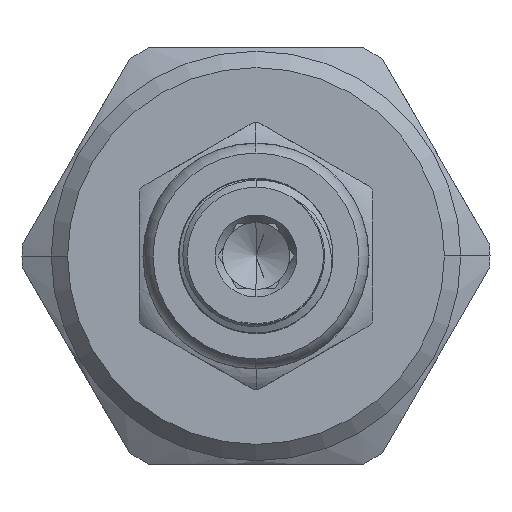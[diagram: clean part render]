
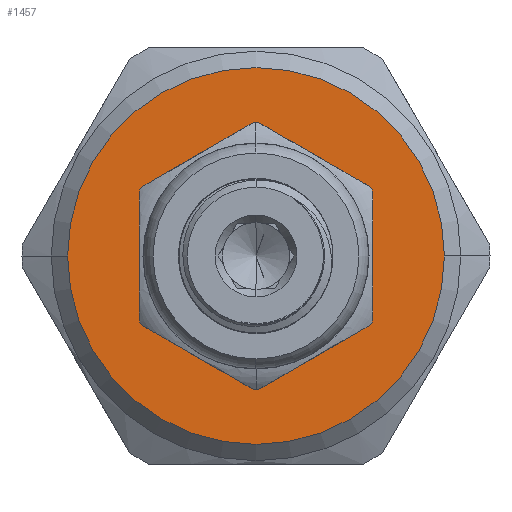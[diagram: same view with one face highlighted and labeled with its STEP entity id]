
A CAD part, left-side view. The second image highlights one B-rep face of the part: STEP entity #1457.
In plain terms, the highlighted planar face has unit normal (-1, 0, 0).
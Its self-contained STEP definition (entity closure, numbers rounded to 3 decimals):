
#432 = PLANE ( 'NONE',  #15904 ) ;
#434 = CARTESIAN_POINT ( 'NONE',  ( -5.7, 0., 0. ) ) ;
#437 = DIRECTION ( 'NONE',  ( 1., 0., 0. ) ) ;
#438 = DIRECTION ( 'NONE',  ( 0., -1., 0. ) ) ;
#1457 = ADVANCED_FACE ( 'NONE', ( #2584, #2589 ), #432, .F. ) ;
#1609 = EDGE_CURVE ( 'NONE', #14086, #13958, #2756, .T. ) ;
#1610 = EDGE_CURVE ( 'NONE', #14001, #14108, #2758, .T. ) ;
#2584 = FACE_BOUND ( 'NONE', #13969, .T. ) ;
#2589 = FACE_OUTER_BOUND ( 'NONE', #13982, .T. ) ;
#2756 = CIRCLE ( 'NONE', #15984, 6.875 ) ;
#2758 = CIRCLE ( 'NONE', #15985, 11.5 ) ;
#3036 = ORIENTED_EDGE ( 'NONE', *, *, #15507, .F. ) ;
#3038 = ORIENTED_EDGE ( 'NONE', *, *, #1609, .F. ) ;
#3040 = ORIENTED_EDGE ( 'NONE', *, *, #1610, .T. ) ;
#3041 = ORIENTED_EDGE ( 'NONE', *, *, #15470, .T. ) ;
#9984 = CARTESIAN_POINT ( 'NONE',  ( -5.7, 0., 0. ) ) ;
#9985 = DIRECTION ( 'NONE',  ( -1., 0., 0. ) ) ;
#9986 = DIRECTION ( 'NONE',  ( 0., 0., -1. ) ) ;
#9987 = CARTESIAN_POINT ( 'NONE',  ( -5.7, 0., 0. ) ) ;
#9988 = DIRECTION ( 'NONE',  ( -1., 0., 0. ) ) ;
#9989 = DIRECTION ( 'NONE',  ( 0., -1., 0. ) ) ;
#11843 = CARTESIAN_POINT ( 'NONE',  ( -5.7, 0., -6.875 ) ) ;
#11870 = CARTESIAN_POINT ( 'NONE',  ( -5.7, -11.5, 0. ) ) ;
#11942 = CARTESIAN_POINT ( 'NONE',  ( -5.7, 0., 6.875 ) ) ;
#11958 = CARTESIAN_POINT ( 'NONE',  ( -5.7, 11.5, 0. ) ) ;
#12279 = CIRCLE ( 'NONE', #16087, 11.5 ) ;
#12325 = CIRCLE ( 'NONE', #16108, 6.875 ) ;
#12920 = CARTESIAN_POINT ( 'NONE',  ( -5.7, 0., 0. ) ) ;
#12921 = DIRECTION ( 'NONE',  ( -1., 0., 0. ) ) ;
#12922 = DIRECTION ( 'NONE',  ( 0., -1., 0. ) ) ;
#13062 = CARTESIAN_POINT ( 'NONE',  ( -5.7, 0., 0. ) ) ;
#13063 = DIRECTION ( 'NONE',  ( -1., 0., 0. ) ) ;
#13064 = DIRECTION ( 'NONE',  ( 0., 0., -1. ) ) ;
#13958 = VERTEX_POINT ( 'NONE', #11843 ) ;
#13969 = EDGE_LOOP ( 'NONE', ( #3036, #3038 ) ) ;
#13982 = EDGE_LOOP ( 'NONE', ( #3040, #3041 ) ) ;
#14001 = VERTEX_POINT ( 'NONE', #11870 ) ;
#14086 = VERTEX_POINT ( 'NONE', #11942 ) ;
#14108 = VERTEX_POINT ( 'NONE', #11958 ) ;
#15470 = EDGE_CURVE ( 'NONE', #14108, #14001, #12279, .T. ) ;
#15507 = EDGE_CURVE ( 'NONE', #13958, #14086, #12325, .T. ) ;
#15904 = AXIS2_PLACEMENT_3D ( 'NONE', #434, #437, #438 ) ;
#15984 = AXIS2_PLACEMENT_3D ( 'NONE', #9984, #9985, #9986 ) ;
#15985 = AXIS2_PLACEMENT_3D ( 'NONE', #9987, #9988, #9989 ) ;
#16087 = AXIS2_PLACEMENT_3D ( 'NONE', #12920, #12921, #12922 ) ;
#16108 = AXIS2_PLACEMENT_3D ( 'NONE', #13062, #13063, #13064 ) ;
